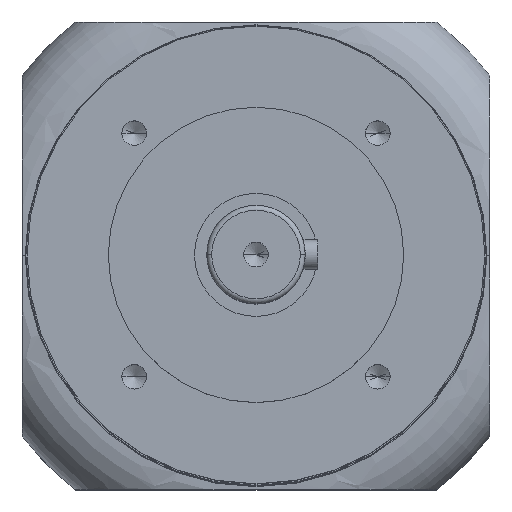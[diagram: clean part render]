
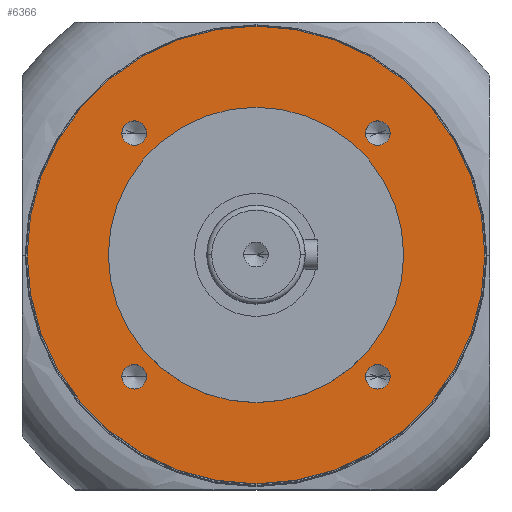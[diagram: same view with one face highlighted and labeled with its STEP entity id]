
A CAD part, top view. The second image highlights one B-rep face of the part: STEP entity #6366.
In plain terms, the highlighted planar face has unit normal (0, 0, 1).
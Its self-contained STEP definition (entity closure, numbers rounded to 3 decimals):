
#400 = CIRCLE ( 'NONE', #3373, 30. ) ;
#409 = CIRCLE ( 'NONE', #5702, 2.5 ) ;
#556 = CARTESIAN_POINT ( 'NONE',  ( 24.749, -24.749, -55. ) ) ;
#571 = DIRECTION ( 'NONE',  ( 0., 0., 1. ) ) ;
#587 = DIRECTION ( 'NONE',  ( 1., 0., 0. ) ) ;
#850 = EDGE_CURVE ( 'NONE', #7683, #7523, #8208, .T. ) ;
#896 = CIRCLE ( 'NONE', #8421, 2.5 ) ;
#916 = ORIENTED_EDGE ( 'NONE', *, *, #2776, .F. ) ;
#1240 = ORIENTED_EDGE ( 'NONE', *, *, #2962, .F. ) ;
#1331 = AXIS2_PLACEMENT_3D ( 'NONE', #6767, #6111, #6026 ) ;
#1553 = ORIENTED_EDGE ( 'NONE', *, *, #6384, .T. ) ;
#1604 = AXIS2_PLACEMENT_3D ( 'NONE', #5936, #1875, #6575 ) ;
#1653 = CARTESIAN_POINT ( 'NONE',  ( 24.749, -24.749, -55. ) ) ;
#1690 = AXIS2_PLACEMENT_3D ( 'NONE', #556, #571, #587 ) ;
#1758 = AXIS2_PLACEMENT_3D ( 'NONE', #7538, #7583, #7602 ) ;
#1850 = EDGE_CURVE ( 'NONE', #6997, #3604, #4506, .T. ) ;
#1864 = AXIS2_PLACEMENT_3D ( 'NONE', #5788, #5760, #5735 ) ;
#1875 = DIRECTION ( 'NONE',  ( 0., 0., 1. ) ) ;
#2109 = DIRECTION ( 'NONE',  ( 1., 0., 0. ) ) ;
#2117 = ORIENTED_EDGE ( 'NONE', *, *, #3023, .F. ) ;
#2134 = DIRECTION ( 'NONE',  ( 0., 0., 1. ) ) ;
#2144 = AXIS2_PLACEMENT_3D ( 'NONE', #3715, #8206, #4367 ) ;
#2171 = CARTESIAN_POINT ( 'NONE',  ( 0., 0., -55. ) ) ;
#2199 = CARTESIAN_POINT ( 'NONE',  ( -22.249, -24.749, -55. ) ) ;
#2214 = AXIS2_PLACEMENT_3D ( 'NONE', #2171, #2134, #2109 ) ;
#2285 = CIRCLE ( 'NONE', #1604, 2.5 ) ;
#2407 = VERTEX_POINT ( 'NONE', #4839 ) ;
#2411 = DIRECTION ( 'NONE',  ( 1., 0., 0. ) ) ;
#2457 = VERTEX_POINT ( 'NONE', #4161 ) ;
#2471 = CARTESIAN_POINT ( 'NONE',  ( 30., 0., -55. ) ) ;
#2776 = EDGE_CURVE ( 'NONE', #4539, #2457, #896, .T. ) ;
#2916 = CARTESIAN_POINT ( 'NONE',  ( 0., 0., -55. ) ) ;
#2951 = EDGE_LOOP ( 'NONE', ( #6922, #1553 ) ) ;
#2962 = EDGE_CURVE ( 'NONE', #3604, #6997, #409, .T. ) ;
#2970 = VERTEX_POINT ( 'NONE', #7634 ) ;
#2984 = CARTESIAN_POINT ( 'NONE',  ( 22.249, -24.749, -55. ) ) ;
#3023 = EDGE_CURVE ( 'NONE', #2970, #3139, #8698, .T. ) ;
#3090 = DIRECTION ( 'NONE',  ( 1., 0., 0. ) ) ;
#3119 = DIRECTION ( 'NONE',  ( 0., 0., 1. ) ) ;
#3139 = VERTEX_POINT ( 'NONE', #2471 ) ;
#3150 = CARTESIAN_POINT ( 'NONE',  ( -24.749, 24.749, -55. ) ) ;
#3222 = CIRCLE ( 'NONE', #1331, 2.5 ) ;
#3368 = ORIENTED_EDGE ( 'NONE', *, *, #850, .F. ) ;
#3369 = VERTEX_POINT ( 'NONE', #2199 ) ;
#3373 = AXIS2_PLACEMENT_3D ( 'NONE', #4077, #8562, #4747 ) ;
#3437 = ORIENTED_EDGE ( 'NONE', *, *, #8267, .F. ) ;
#3459 = ORIENTED_EDGE ( 'NONE', *, *, #8570, .F. ) ;
#3555 = CIRCLE ( 'NONE', #8615, 2.5 ) ;
#3604 = VERTEX_POINT ( 'NONE', #5815 ) ;
#3605 = DIRECTION ( 'NONE',  ( -1., 0., 0. ) ) ;
#3641 = DIRECTION ( 'NONE',  ( 1., 0., 0. ) ) ;
#3683 = VERTEX_POINT ( 'NONE', #4311 ) ;
#3715 = CARTESIAN_POINT ( 'NONE',  ( -24.749, -24.749, -55. ) ) ;
#3969 = AXIS2_PLACEMENT_3D ( 'NONE', #6815, #7458, #3605 ) ;
#4077 = CARTESIAN_POINT ( 'NONE',  ( 0., 0., -55. ) ) ;
#4161 = CARTESIAN_POINT ( 'NONE',  ( -22.249, 24.749, -55. ) ) ;
#4228 = EDGE_CURVE ( 'NONE', #2457, #4539, #3222, .T. ) ;
#4311 = CARTESIAN_POINT ( 'NONE',  ( -46.5, 0., -55. ) ) ;
#4367 = DIRECTION ( 'NONE',  ( 1., 0., 0. ) ) ;
#4423 = AXIS2_PLACEMENT_3D ( 'NONE', #2916, #7489, #3641 ) ;
#4506 = CIRCLE ( 'NONE', #1758, 2.5 ) ;
#4539 = VERTEX_POINT ( 'NONE', #6340 ) ;
#4747 = DIRECTION ( 'NONE',  ( 1., 0., 0. ) ) ;
#4828 = EDGE_CURVE ( 'NONE', #6905, #3683, #7742, .T. ) ;
#4839 = CARTESIAN_POINT ( 'NONE',  ( -27.249, -24.749, -55. ) ) ;
#5059 = EDGE_LOOP ( 'NONE', ( #3459, #2117 ) ) ;
#5237 = CARTESIAN_POINT ( 'NONE',  ( 27.249, -24.749, -55. ) ) ;
#5270 = EDGE_CURVE ( 'NONE', #2407, #3369, #7161, .T. ) ;
#5329 = ORIENTED_EDGE ( 'NONE', *, *, #5270, .F. ) ;
#5426 = EDGE_LOOP ( 'NONE', ( #5973, #916 ) ) ;
#5698 = EDGE_LOOP ( 'NONE', ( #3368, #5868 ) ) ;
#5702 = AXIS2_PLACEMENT_3D ( 'NONE', #8332, #8310, #8286 ) ;
#5735 = DIRECTION ( 'NONE',  ( 1., 0., 0. ) ) ;
#5760 = DIRECTION ( 'NONE',  ( 0., 0., 1. ) ) ;
#5788 = CARTESIAN_POINT ( 'NONE',  ( 0., 0., -55. ) ) ;
#5815 = CARTESIAN_POINT ( 'NONE',  ( 22.249, 24.749, -55. ) ) ;
#5868 = ORIENTED_EDGE ( 'NONE', *, *, #8116, .F. ) ;
#5869 = FACE_BOUND ( 'NONE', #5698, .T. ) ;
#5936 = CARTESIAN_POINT ( 'NONE',  ( -24.749, -24.749, -55. ) ) ;
#5960 = FACE_BOUND ( 'NONE', #5995, .T. ) ;
#5973 = ORIENTED_EDGE ( 'NONE', *, *, #4228, .F. ) ;
#5995 = EDGE_LOOP ( 'NONE', ( #7359, #1240 ) ) ;
#6026 = DIRECTION ( 'NONE',  ( 1., 0., 0. ) ) ;
#6063 = FACE_BOUND ( 'NONE', #7979, .T. ) ;
#6111 = DIRECTION ( 'NONE',  ( 0., 0., 1. ) ) ;
#6135 = FACE_BOUND ( 'NONE', #5426, .T. ) ;
#6146 = FACE_BOUND ( 'NONE', #5059, .T. ) ;
#6173 = PLANE ( 'NONE',  #3969 ) ;
#6231 = FACE_OUTER_BOUND ( 'NONE', #2951, .T. ) ;
#6239 = CIRCLE ( 'NONE', #4423, 46.5 ) ;
#6340 = CARTESIAN_POINT ( 'NONE',  ( -27.249, 24.749, -55. ) ) ;
#6366 = ADVANCED_FACE ( 'NONE', ( #6135, #5960, #5869, #6063, #6146, #6231 ), #6173, .F. ) ;
#6384 = EDGE_CURVE ( 'NONE', #3683, #6905, #6239, .T. ) ;
#6400 = DIRECTION ( 'NONE',  ( 0., 0., 1. ) ) ;
#6575 = DIRECTION ( 'NONE',  ( 1., 0., 0. ) ) ;
#6686 = CARTESIAN_POINT ( 'NONE',  ( 27.249, 24.749, -55. ) ) ;
#6767 = CARTESIAN_POINT ( 'NONE',  ( -24.749, 24.749, -55. ) ) ;
#6815 = CARTESIAN_POINT ( 'NONE',  ( 0., 46.5, -55. ) ) ;
#6905 = VERTEX_POINT ( 'NONE', #7537 ) ;
#6922 = ORIENTED_EDGE ( 'NONE', *, *, #4828, .T. ) ;
#6997 = VERTEX_POINT ( 'NONE', #6686 ) ;
#7161 = CIRCLE ( 'NONE', #2144, 2.5 ) ;
#7359 = ORIENTED_EDGE ( 'NONE', *, *, #1850, .F. ) ;
#7458 = DIRECTION ( 'NONE',  ( 0., 0., -1. ) ) ;
#7489 = DIRECTION ( 'NONE',  ( 0., 0., 1. ) ) ;
#7523 = VERTEX_POINT ( 'NONE', #2984 ) ;
#7537 = CARTESIAN_POINT ( 'NONE',  ( 46.5, 0., -55. ) ) ;
#7538 = CARTESIAN_POINT ( 'NONE',  ( 24.749, 24.749, -55. ) ) ;
#7583 = DIRECTION ( 'NONE',  ( 0., 0., 1. ) ) ;
#7602 = DIRECTION ( 'NONE',  ( 1., 0., 0. ) ) ;
#7634 = CARTESIAN_POINT ( 'NONE',  ( -30., 0., -55. ) ) ;
#7683 = VERTEX_POINT ( 'NONE', #5237 ) ;
#7742 = CIRCLE ( 'NONE', #2214, 46.5 ) ;
#7979 = EDGE_LOOP ( 'NONE', ( #3437, #5329 ) ) ;
#8116 = EDGE_CURVE ( 'NONE', #7523, #7683, #3555, .T. ) ;
#8206 = DIRECTION ( 'NONE',  ( 0., 0., 1. ) ) ;
#8208 = CIRCLE ( 'NONE', #1690, 2.5 ) ;
#8267 = EDGE_CURVE ( 'NONE', #3369, #2407, #2285, .T. ) ;
#8286 = DIRECTION ( 'NONE',  ( 1., 0., 0. ) ) ;
#8310 = DIRECTION ( 'NONE',  ( 0., 0., 1. ) ) ;
#8332 = CARTESIAN_POINT ( 'NONE',  ( 24.749, 24.749, -55. ) ) ;
#8421 = AXIS2_PLACEMENT_3D ( 'NONE', #3150, #3119, #3090 ) ;
#8562 = DIRECTION ( 'NONE',  ( 0., 0., 1. ) ) ;
#8570 = EDGE_CURVE ( 'NONE', #3139, #2970, #400, .T. ) ;
#8615 = AXIS2_PLACEMENT_3D ( 'NONE', #1653, #6400, #2411 ) ;
#8698 = CIRCLE ( 'NONE', #1864, 30. ) ;
